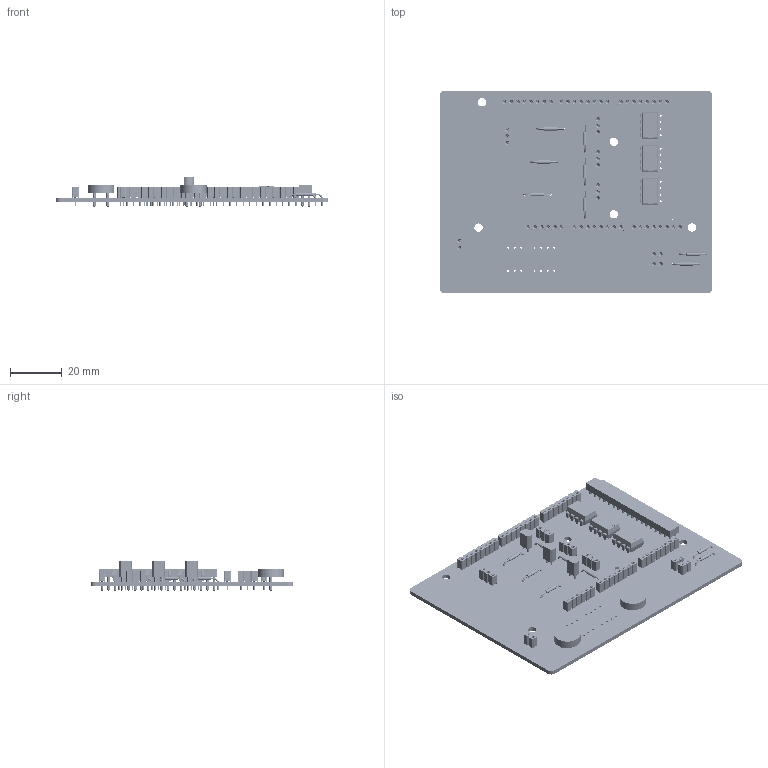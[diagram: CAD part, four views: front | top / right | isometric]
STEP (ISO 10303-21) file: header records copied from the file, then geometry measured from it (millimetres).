
FILE_DESCRIPTION(('PCB Model'),'2;1');
FILE_NAME( 'V3.STEP', '2025-02-12T09:23:13',('leand'),('Unspecified'), 'Open CASCADE STEP processor 7.6','Proteus','Unknown');
FILE_SCHEMA(('AUTOMOTIVE_DESIGN { 1 0 10303 214 1 1 1 1 }'));
Length unit declared in the file: millimetre
Products named in the file (87): Proteus PCB Model; Board; J4; Package; Body_1; J8; Pin_1; Pin_2; Pin_3; Pin_4; Pin_5; Pin_6; Pin_7; Pin_8; Pin_9; Pin_10; Pin_11; Pin_12; Pin_13; Pin_14; Pin_15; Pin_16; Pin_17; Pin_18; J3; J10; J11; J9; J2; J1; POWER; R9; R10; C3; C5; ET1; ET2; R3; R5; R7 ...
Assembly tree (108 placements, depth 4):
  Proteus PCB Model
    Board
    J4
      Package
        Body_1
    J8
      Package
        Body_1
        Pin_1
        Pin_2
        Pin_3
        Pin_4
        Pin_5
        Pin_6
        Pin_7
        Pin_8
        Pin_9
        Pin_10
        Pin_11
        Pin_12
        Pin_13
        Pin_14
        Pin_15
        Pin_16
        Pin_17
        Pin_18
    J3
      Package
        Body_1
    J10
      Package
        Body_1
    J11
      Package
        Body_1
    J9
      Package
        Body_1
        Pin_1
        Pin_2
        Pin_3
        Pin_4
        Pin_5
        Pin_6
        Pin_7
        Pin_8
        Pin_9
        Pin_10
        Pin_11
        Pin_12
        Pin_13
        Pin_14
        Pin_15
        Pin_16
        Pin_17
        Pin_18
    J2
      Package
        Body_1
    J1
Bounding box: 105 x 78.02 x 11.52 mm (x, y, z)
Volume: 16893.7 mm3; surface area: 26086.7 mm2
Topology: 97 solids, 97 shells, 4188 faces, 10354 edges, 6198 vertices
Faces by surface type: plane 1650, cone 1280, cylinder 848, sphere 194, torus 144, bspline 64, extrusion 8
Full cylindrical faces by diameter (mm): 0.381 x2, 0.662 x41, 0.762 x63, 0.916 x36, 1.016 x100, 1.043 x4, 1.143 x4, 3.2 x5
Entity records: 55929 total; most frequent: DIRECTION 7996, CARTESIAN_POINT 7553, ORIENTED_EDGE 7142, EDGE_CURVE 3571, AXIS2_PLACEMENT_3D 2893, VERTEX_POINT 2259, VECTOR 2210, LINE 2209
